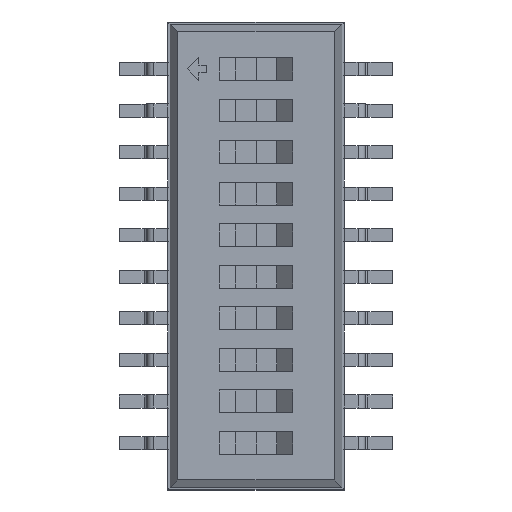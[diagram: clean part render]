
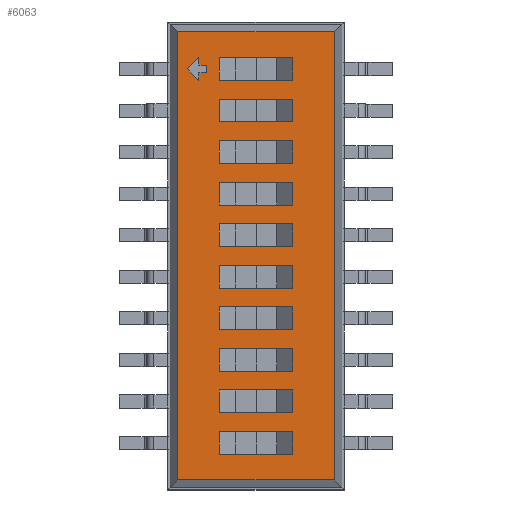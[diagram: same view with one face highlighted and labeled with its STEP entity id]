
A CAD part, top view. The second image highlights one B-rep face of the part: STEP entity #6063.
In plain terms, the highlighted planar face has unit normal (0, 0, 1).
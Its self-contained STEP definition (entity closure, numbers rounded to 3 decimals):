
#27=VECTOR('',#28,1.);
#28=DIRECTION('',(0.,1.,0.));
#34=VECTOR('',#35,1.);
#35=DIRECTION('',(-1.,0.,0.));
#41=VECTOR('',#42,1.);
#42=DIRECTION('',(0.,-1.,0.));
#46=VECTOR('',#47,1.);
#47=DIRECTION('',(1.,0.,0.));
#50=DIRECTION('',(0.,0.,-1.));
#4099=VERTEX_POINT('',#4100);
#4100=CARTESIAN_POINT('',(2.397,6.847,2.45));
#4102=ORIENTED_EDGE('',*,*,#4103,.F.);
#4103=EDGE_CURVE('',#4104,#4099,#4106,.T.);
#4104=VERTEX_POINT('',#4105);
#4105=CARTESIAN_POINT('',(2.397,-6.847,2.45));
#4106=LINE('',#4105,#27);
#5059=VERTEX_POINT('',#5060);
#5060=CARTESIAN_POINT('',(-2.397,6.847,2.45));
#5062=ORIENTED_EDGE('',*,*,#5063,.F.);
#5063=EDGE_CURVE('',#4099,#5059,#5064,.T.);
#5064=LINE('',#4100,#34);
#5103=VERTEX_POINT('',#5104);
#5104=CARTESIAN_POINT('',(-2.397,-6.847,2.45));
#5106=ORIENTED_EDGE('',*,*,#5107,.F.);
#5107=EDGE_CURVE('',#5059,#5103,#5108,.T.);
#5108=LINE('',#5060,#41);
#6058=ORIENTED_EDGE('',*,*,#6059,.F.);
#6059=EDGE_CURVE('',#5103,#4104,#6060,.T.);
#6060=LINE('',#5104,#46);
#6063=ADVANCED_FACE('',(#6064,#6066,#6088,#6129,#6151,#6173,#6195,#6217,#6239,#6261,#6283,#6305),#6327,.F.);
#6064=FACE_BOUND('',#6065,.F.);
#6065=EDGE_LOOP('',(#4102,#6058,#5106,#5062));
#6066=FACE_BOUND('',#6067,.F.);
#6067=EDGE_LOOP('',(#6068,#6075,#6080,#6085));
#6068=ORIENTED_EDGE('',*,*,#6069,.T.);
#6069=EDGE_CURVE('',#6070,#6072,#6074,.T.);
#6070=VERTEX_POINT('',#6071);
#6071=CARTESIAN_POINT('',(-1.125,5.365,2.45));
#6072=VERTEX_POINT('',#6073);
#6073=CARTESIAN_POINT('',(1.125,5.365,2.45));
#6074=LINE('',#6071,#46);
#6075=ORIENTED_EDGE('',*,*,#6076,.T.);
#6076=EDGE_CURVE('',#6072,#6077,#6079,.T.);
#6077=VERTEX_POINT('',#6078);
#6078=CARTESIAN_POINT('',(1.125,6.065,2.45));
#6079=LINE('',#6073,#27);
#6080=ORIENTED_EDGE('',*,*,#6081,.T.);
#6081=EDGE_CURVE('',#6077,#6082,#6084,.T.);
#6082=VERTEX_POINT('',#6083);
#6083=CARTESIAN_POINT('',(-1.125,6.065,2.45));
#6084=LINE('',#6078,#34);
#6085=ORIENTED_EDGE('',*,*,#6086,.T.);
#6086=EDGE_CURVE('',#6082,#6070,#6087,.T.);
#6087=LINE('',#6083,#41);
#6088=FACE_BOUND('',#6089,.F.);
#6089=EDGE_LOOP('',(#6090,#6099,#6106,#6111,#6116,#6121,#6126));
#6090=ORIENTED_EDGE('',*,*,#6091,.T.);
#6091=EDGE_CURVE('',#6092,#6094,#6096,.T.);
#6092=VERTEX_POINT('',#6093);
#6093=CARTESIAN_POINT('',(-1.747,6.065,2.45));
#6094=VERTEX_POINT('',#6095);
#6095=CARTESIAN_POINT('',(-2.097,5.715,2.45));
#6096=LINE('',#6093,#6097);
#6097=VECTOR('',#6098,1.);
#6098=DIRECTION('',(-0.707,-0.707,0.));
#6099=ORIENTED_EDGE('',*,*,#6100,.T.);
#6100=EDGE_CURVE('',#6094,#6101,#6103,.T.);
#6101=VERTEX_POINT('',#6102);
#6102=CARTESIAN_POINT('',(-1.747,5.365,2.45));
#6103=LINE('',#6095,#6104);
#6104=VECTOR('',#6105,1.);
#6105=DIRECTION('',(0.707,-0.707,0.));
#6106=ORIENTED_EDGE('',*,*,#6107,.T.);
#6107=EDGE_CURVE('',#6101,#6108,#6110,.T.);
#6108=VERTEX_POINT('',#6109);
#6109=CARTESIAN_POINT('',(-1.747,5.598,2.45));
#6110=LINE('',#6102,#27);
#6111=ORIENTED_EDGE('',*,*,#6112,.T.);
#6112=EDGE_CURVE('',#6108,#6113,#6115,.T.);
#6113=VERTEX_POINT('',#6114);
#6114=CARTESIAN_POINT('',(-1.513,5.598,2.45));
#6115=LINE('',#6109,#46);
#6116=ORIENTED_EDGE('',*,*,#6117,.T.);
#6117=EDGE_CURVE('',#6113,#6118,#6120,.T.);
#6118=VERTEX_POINT('',#6119);
#6119=CARTESIAN_POINT('',(-1.513,5.832,2.45));
#6120=LINE('',#6114,#27);
#6121=ORIENTED_EDGE('',*,*,#6122,.T.);
#6122=EDGE_CURVE('',#6118,#6123,#6125,.T.);
#6123=VERTEX_POINT('',#6124);
#6124=CARTESIAN_POINT('',(-1.747,5.832,2.45));
#6125=LINE('',#6119,#34);
#6126=ORIENTED_EDGE('',*,*,#6127,.T.);
#6127=EDGE_CURVE('',#6123,#6092,#6128,.T.);
#6128=LINE('',#6124,#27);
#6129=FACE_BOUND('',#6130,.F.);
#6130=EDGE_LOOP('',(#6131,#6138,#6143,#6148));
#6131=ORIENTED_EDGE('',*,*,#6132,.T.);
#6132=EDGE_CURVE('',#6133,#6135,#6137,.T.);
#6133=VERTEX_POINT('',#6134);
#6134=CARTESIAN_POINT('',(-1.125,4.795,2.45));
#6135=VERTEX_POINT('',#6136);
#6136=CARTESIAN_POINT('',(-1.125,4.095,2.45));
#6137=LINE('',#6134,#41);
#6138=ORIENTED_EDGE('',*,*,#6139,.T.);
#6139=EDGE_CURVE('',#6135,#6140,#6142,.T.);
#6140=VERTEX_POINT('',#6141);
#6141=CARTESIAN_POINT('',(1.125,4.095,2.45));
#6142=LINE('',#6136,#46);
#6143=ORIENTED_EDGE('',*,*,#6144,.T.);
#6144=EDGE_CURVE('',#6140,#6145,#6147,.T.);
#6145=VERTEX_POINT('',#6146);
#6146=CARTESIAN_POINT('',(1.125,4.795,2.45));
#6147=LINE('',#6141,#27);
#6148=ORIENTED_EDGE('',*,*,#6149,.T.);
#6149=EDGE_CURVE('',#6145,#6133,#6150,.T.);
#6150=LINE('',#6146,#34);
#6151=FACE_BOUND('',#6152,.F.);
#6152=EDGE_LOOP('',(#6153,#6160,#6165,#6170));
#6153=ORIENTED_EDGE('',*,*,#6154,.T.);
#6154=EDGE_CURVE('',#6155,#6157,#6159,.T.);
#6155=VERTEX_POINT('',#6156);
#6156=CARTESIAN_POINT('',(-1.125,-3.525,2.45));
#6157=VERTEX_POINT('',#6158);
#6158=CARTESIAN_POINT('',(1.125,-3.525,2.45));
#6159=LINE('',#6156,#46);
#6160=ORIENTED_EDGE('',*,*,#6161,.T.);
#6161=EDGE_CURVE('',#6157,#6162,#6164,.T.);
#6162=VERTEX_POINT('',#6163);
#6163=CARTESIAN_POINT('',(1.125,-2.825,2.45));
#6164=LINE('',#6158,#27);
#6165=ORIENTED_EDGE('',*,*,#6166,.T.);
#6166=EDGE_CURVE('',#6162,#6167,#6169,.T.);
#6167=VERTEX_POINT('',#6168);
#6168=CARTESIAN_POINT('',(-1.125,-2.825,2.45));
#6169=LINE('',#6163,#34);
#6170=ORIENTED_EDGE('',*,*,#6171,.T.);
#6171=EDGE_CURVE('',#6167,#6155,#6172,.T.);
#6172=LINE('',#6168,#41);
#6173=FACE_BOUND('',#6174,.F.);
#6174=EDGE_LOOP('',(#6175,#6182,#6187,#6192));
#6175=ORIENTED_EDGE('',*,*,#6176,.T.);
#6176=EDGE_CURVE('',#6177,#6179,#6181,.T.);
#6177=VERTEX_POINT('',#6178);
#6178=CARTESIAN_POINT('',(1.125,-1.555,2.45));
#6179=VERTEX_POINT('',#6180);
#6180=CARTESIAN_POINT('',(-1.125,-1.555,2.45));
#6181=LINE('',#6178,#34);
#6182=ORIENTED_EDGE('',*,*,#6183,.T.);
#6183=EDGE_CURVE('',#6179,#6184,#6186,.T.);
#6184=VERTEX_POINT('',#6185);
#6185=CARTESIAN_POINT('',(-1.125,-2.255,2.45));
#6186=LINE('',#6180,#41);
#6187=ORIENTED_EDGE('',*,*,#6188,.T.);
#6188=EDGE_CURVE('',#6184,#6189,#6191,.T.);
#6189=VERTEX_POINT('',#6190);
#6190=CARTESIAN_POINT('',(1.125,-2.255,2.45));
#6191=LINE('',#6185,#46);
#6192=ORIENTED_EDGE('',*,*,#6193,.T.);
#6193=EDGE_CURVE('',#6189,#6177,#6194,.T.);
#6194=LINE('',#6190,#27);
#6195=FACE_BOUND('',#6196,.F.);
#6196=EDGE_LOOP('',(#6197,#6204,#6209,#6214));
#6197=ORIENTED_EDGE('',*,*,#6198,.T.);
#6198=EDGE_CURVE('',#6199,#6201,#6203,.T.);
#6199=VERTEX_POINT('',#6200);
#6200=CARTESIAN_POINT('',(-1.125,-4.095,2.45));
#6201=VERTEX_POINT('',#6202);
#6202=CARTESIAN_POINT('',(-1.125,-4.795,2.45));
#6203=LINE('',#6200,#41);
#6204=ORIENTED_EDGE('',*,*,#6205,.T.);
#6205=EDGE_CURVE('',#6201,#6206,#6208,.T.);
#6206=VERTEX_POINT('',#6207);
#6207=CARTESIAN_POINT('',(1.125,-4.795,2.45));
#6208=LINE('',#6202,#46);
#6209=ORIENTED_EDGE('',*,*,#6210,.T.);
#6210=EDGE_CURVE('',#6206,#6211,#6213,.T.);
#6211=VERTEX_POINT('',#6212);
#6212=CARTESIAN_POINT('',(1.125,-4.095,2.45));
#6213=LINE('',#6207,#27);
#6214=ORIENTED_EDGE('',*,*,#6215,.T.);
#6215=EDGE_CURVE('',#6211,#6199,#6216,.T.);
#6216=LINE('',#6212,#34);
#6217=FACE_BOUND('',#6218,.F.);
#6218=EDGE_LOOP('',(#6219,#6226,#6231,#6236));
#6219=ORIENTED_EDGE('',*,*,#6220,.T.);
#6220=EDGE_CURVE('',#6221,#6223,#6225,.T.);
#6221=VERTEX_POINT('',#6222);
#6222=CARTESIAN_POINT('',(1.125,-5.365,2.45));
#6223=VERTEX_POINT('',#6224);
#6224=CARTESIAN_POINT('',(-1.125,-5.365,2.45));
#6225=LINE('',#6222,#34);
#6226=ORIENTED_EDGE('',*,*,#6227,.T.);
#6227=EDGE_CURVE('',#6223,#6228,#6230,.T.);
#6228=VERTEX_POINT('',#6229);
#6229=CARTESIAN_POINT('',(-1.125,-6.065,2.45));
#6230=LINE('',#6224,#41);
#6231=ORIENTED_EDGE('',*,*,#6232,.T.);
#6232=EDGE_CURVE('',#6228,#6233,#6235,.T.);
#6233=VERTEX_POINT('',#6234);
#6234=CARTESIAN_POINT('',(1.125,-6.065,2.45));
#6235=LINE('',#6229,#46);
#6236=ORIENTED_EDGE('',*,*,#6237,.T.);
#6237=EDGE_CURVE('',#6233,#6221,#6238,.T.);
#6238=LINE('',#6234,#27);
#6239=FACE_BOUND('',#6240,.F.);
#6240=EDGE_LOOP('',(#6241,#6248,#6253,#6258));
#6241=ORIENTED_EDGE('',*,*,#6242,.T.);
#6242=EDGE_CURVE('',#6243,#6245,#6247,.T.);
#6243=VERTEX_POINT('',#6244);
#6244=CARTESIAN_POINT('',(-1.125,0.985,2.45));
#6245=VERTEX_POINT('',#6246);
#6246=CARTESIAN_POINT('',(-1.125,0.285,2.45));
#6247=LINE('',#6244,#41);
#6248=ORIENTED_EDGE('',*,*,#6249,.T.);
#6249=EDGE_CURVE('',#6245,#6250,#6252,.T.);
#6250=VERTEX_POINT('',#6251);
#6251=CARTESIAN_POINT('',(1.125,0.285,2.45));
#6252=LINE('',#6246,#46);
#6253=ORIENTED_EDGE('',*,*,#6254,.T.);
#6254=EDGE_CURVE('',#6250,#6255,#6257,.T.);
#6255=VERTEX_POINT('',#6256);
#6256=CARTESIAN_POINT('',(1.125,0.985,2.45));
#6257=LINE('',#6251,#27);
#6258=ORIENTED_EDGE('',*,*,#6259,.T.);
#6259=EDGE_CURVE('',#6255,#6243,#6260,.T.);
#6260=LINE('',#6256,#34);
#6261=FACE_BOUND('',#6262,.F.);
#6262=EDGE_LOOP('',(#6263,#6270,#6275,#6280));
#6263=ORIENTED_EDGE('',*,*,#6264,.T.);
#6264=EDGE_CURVE('',#6265,#6267,#6269,.T.);
#6265=VERTEX_POINT('',#6266);
#6266=CARTESIAN_POINT('',(1.125,-0.985,2.45));
#6267=VERTEX_POINT('',#6268);
#6268=CARTESIAN_POINT('',(1.125,-0.285,2.45));
#6269=LINE('',#6266,#27);
#6270=ORIENTED_EDGE('',*,*,#6271,.T.);
#6271=EDGE_CURVE('',#6267,#6272,#6274,.T.);
#6272=VERTEX_POINT('',#6273);
#6273=CARTESIAN_POINT('',(-1.125,-0.285,2.45));
#6274=LINE('',#6268,#34);
#6275=ORIENTED_EDGE('',*,*,#6276,.T.);
#6276=EDGE_CURVE('',#6272,#6277,#6279,.T.);
#6277=VERTEX_POINT('',#6278);
#6278=CARTESIAN_POINT('',(-1.125,-0.985,2.45));
#6279=LINE('',#6273,#41);
#6280=ORIENTED_EDGE('',*,*,#6281,.T.);
#6281=EDGE_CURVE('',#6277,#6265,#6282,.T.);
#6282=LINE('',#6278,#46);
#6283=FACE_BOUND('',#6284,.F.);
#6284=EDGE_LOOP('',(#6285,#6292,#6297,#6302));
#6285=ORIENTED_EDGE('',*,*,#6286,.T.);
#6286=EDGE_CURVE('',#6287,#6289,#6291,.T.);
#6287=VERTEX_POINT('',#6288);
#6288=CARTESIAN_POINT('',(1.125,1.555,2.45));
#6289=VERTEX_POINT('',#6290);
#6290=CARTESIAN_POINT('',(1.125,2.255,2.45));
#6291=LINE('',#6288,#27);
#6292=ORIENTED_EDGE('',*,*,#6293,.T.);
#6293=EDGE_CURVE('',#6289,#6294,#6296,.T.);
#6294=VERTEX_POINT('',#6295);
#6295=CARTESIAN_POINT('',(-1.125,2.255,2.45));
#6296=LINE('',#6290,#34);
#6297=ORIENTED_EDGE('',*,*,#6298,.T.);
#6298=EDGE_CURVE('',#6294,#6299,#6301,.T.);
#6299=VERTEX_POINT('',#6300);
#6300=CARTESIAN_POINT('',(-1.125,1.555,2.45));
#6301=LINE('',#6295,#41);
#6302=ORIENTED_EDGE('',*,*,#6303,.T.);
#6303=EDGE_CURVE('',#6299,#6287,#6304,.T.);
#6304=LINE('',#6300,#46);
#6305=FACE_BOUND('',#6306,.F.);
#6306=EDGE_LOOP('',(#6307,#6314,#6319,#6324));
#6307=ORIENTED_EDGE('',*,*,#6308,.T.);
#6308=EDGE_CURVE('',#6309,#6311,#6313,.T.);
#6309=VERTEX_POINT('',#6310);
#6310=CARTESIAN_POINT('',(-1.125,3.525,2.45));
#6311=VERTEX_POINT('',#6312);
#6312=CARTESIAN_POINT('',(-1.125,2.825,2.45));
#6313=LINE('',#6310,#41);
#6314=ORIENTED_EDGE('',*,*,#6315,.T.);
#6315=EDGE_CURVE('',#6311,#6316,#6318,.T.);
#6316=VERTEX_POINT('',#6317);
#6317=CARTESIAN_POINT('',(1.125,2.825,2.45));
#6318=LINE('',#6312,#46);
#6319=ORIENTED_EDGE('',*,*,#6320,.T.);
#6320=EDGE_CURVE('',#6316,#6321,#6323,.T.);
#6321=VERTEX_POINT('',#6322);
#6322=CARTESIAN_POINT('',(1.125,3.525,2.45));
#6323=LINE('',#6317,#27);
#6324=ORIENTED_EDGE('',*,*,#6325,.T.);
#6325=EDGE_CURVE('',#6321,#6309,#6326,.T.);
#6326=LINE('',#6322,#34);
#6327=PLANE('',#6328);
#6328=AXIS2_PLACEMENT_3D('',#4105,#50,#6329);
#6329=DIRECTION('',(-0.33,0.944,0.));
